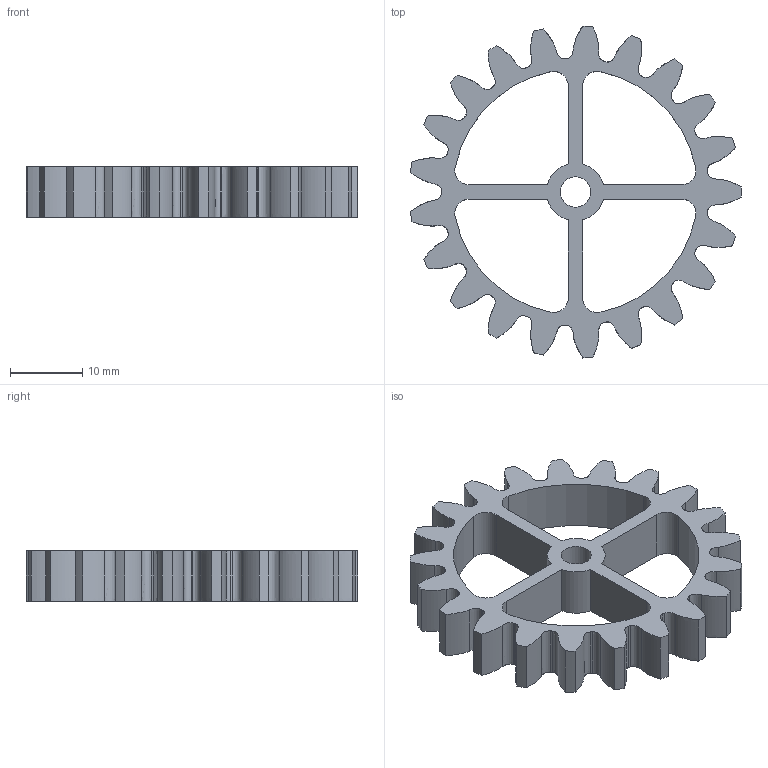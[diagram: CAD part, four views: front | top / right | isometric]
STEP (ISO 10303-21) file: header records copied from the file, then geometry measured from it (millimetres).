
FILE_DESCRIPTION(('STEP AP242'), '1');
FILE_NAME('itemShaftGearV3GearRatio1.4m2', '', ('UNSPECIFIED'), ('UNSPECIFIED'), 'C3D Converter', 'C3D Toolkit', '');
FILE_SCHEMA(('AP242_MANAGED_MODEL_BASED_3D_ENGINEERING_MIM_LF { 1 0 10303 442 1 1 4 }'));
Length unit declared in the file: millimetre
Bounding box: 45.84 x 45.95 x 7 mm (x, y, z)
Volume: 4254.6 mm3; surface area: 4584.6 mm2
Topology: 1 solids, 1 shells, 153 faces, 453 edges, 302 vertices
Faces by surface type: extrusion 84, cylinder 59, plane 10
Full cylindrical faces by diameter (mm): 4.2 x1
Entity records: 12147 total; most frequent: CARTESIAN_POINT 8216, ORIENTED_EDGE 904, DIRECTION 626, EDGE_CURVE 452, VERTEX_POINT 302, B_SPLINE_CURVE_WITH_KNOTS 252, VECTOR 250, AXIS2_PLACEMENT_3D 188
